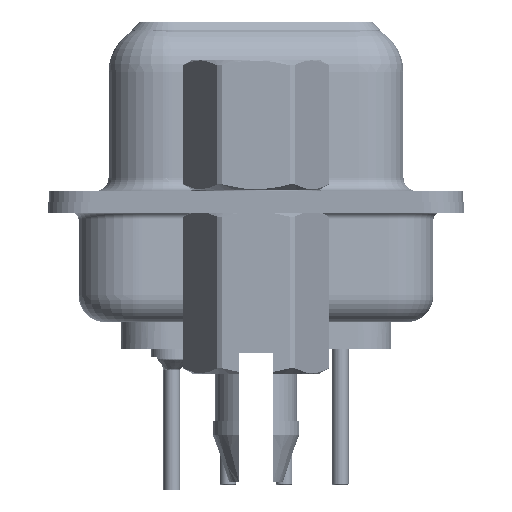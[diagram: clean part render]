
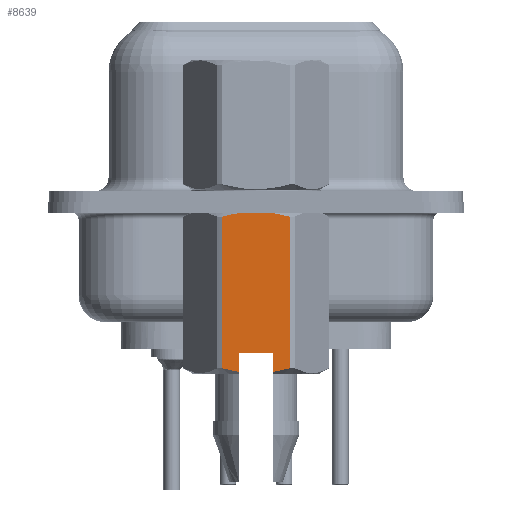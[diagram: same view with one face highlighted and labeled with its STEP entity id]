
A CAD part, left-side view. The second image highlights one B-rep face of the part: STEP entity #8639.
In plain terms, the highlighted planar face has unit normal (-1, 0, 0).
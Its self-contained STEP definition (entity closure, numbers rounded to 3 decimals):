
#131 = CARTESIAN_POINT ( 'NONE',  ( -2.381, -1.06, -6.206 ) ) ;
#897 = DIRECTION ( 'NONE',  ( 0., 1., 0. ) ) ;
#917 = CARTESIAN_POINT ( 'NONE',  ( -2.381, 1.273, -6.148 ) ) ;
#1235 = CARTESIAN_POINT ( 'NONE',  ( -2.381, -0.625, -5.6 ) ) ;
#2862 = CARTESIAN_POINT ( 'NONE',  ( -2.381, 1.273, -0.552 ) ) ;
#2882 = B_SPLINE_CURVE_WITH_KNOTS ( 'NONE', 3,
 ( #30899, #50738, #54666, #10772 ),
 .UNSPECIFIED., .F., .F.,
 ( 4, 4 ),
 ( 0.001, 0.002 ),
 .UNSPECIFIED. ) ;
#6232 = EDGE_CURVE ( 'NONE', #14761, #25693, #14566, .T. ) ;
#6436 = CARTESIAN_POINT ( 'NONE',  ( -2.381, -0.625, -5.6 ) ) ;
#7203 = CARTESIAN_POINT ( 'NONE',  ( -2.381, 0., -0.368 ) ) ;
#7243 = ORIENTED_EDGE ( 'NONE', *, *, #36783, .T. ) ;
#7482 = CARTESIAN_POINT ( 'NONE',  ( -2.381, -1.375, -0.35 ) ) ;
#7751 = CARTESIAN_POINT ( 'NONE',  ( -2.381, 0., -0.368 ) ) ;
#8089 = ORIENTED_EDGE ( 'NONE', *, *, #6232, .F. ) ;
#8398 = VERTEX_POINT ( 'NONE', #10125 ) ;
#8639 = ADVANCED_FACE ( 'NONE', ( #52018 ), #52658, .T. ) ;
#9654 = CARTESIAN_POINT ( 'NONE',  ( -2.381, -1.273, 0.581 ) ) ;
#10125 = CARTESIAN_POINT ( 'NONE',  ( -2.381, 1.273, -0.552 ) ) ;
#10772 = CARTESIAN_POINT ( 'NONE',  ( -2.381, 0.625, -6.285 ) ) ;
#11972 = LINE ( 'NONE', #6436, #54452 ) ;
#13446 = ORIENTED_EDGE ( 'NONE', *, *, #15101, .T. ) ;
#13698 = CARTESIAN_POINT ( 'NONE',  ( -2.381, 1.273, 0.581 ) ) ;
#14061 = DIRECTION ( 'NONE',  ( 0., 0., -1. ) ) ;
#14566 = LINE ( 'NONE', #54876, #50205 ) ;
#14761 = VERTEX_POINT ( 'NONE', #1235 ) ;
#14943 = VERTEX_POINT ( 'NONE', #48015 ) ;
#15101 = EDGE_CURVE ( 'NONE', #51799, #41509, #54184, .T. ) ;
#15309 = B_SPLINE_CURVE_WITH_KNOTS ( 'NONE', 3,
 ( #28741, #49534, #131, #33937 ),
 .UNSPECIFIED., .F., .F.,
 ( 4, 4 ),
 ( 0.003, 0.004 ),
 .UNSPECIFIED. ) ;
#17269 = CARTESIAN_POINT ( 'NONE',  ( -2.381, -0.428, -0.385 ) ) ;
#17973 = ORIENTED_EDGE ( 'NONE', *, *, #24869, .T. ) ;
#18413 = EDGE_CURVE ( 'NONE', #41509, #47418, #40097, .T. ) ;
#18943 = CARTESIAN_POINT ( 'NONE',  ( -2.381, 0.625, -5.6 ) ) ;
#19877 = DIRECTION ( 'NONE',  ( 0., 0., -1. ) ) ;
#20720 = EDGE_CURVE ( 'NONE', #25693, #45342, #63489, .T. ) ;
#21514 = CARTESIAN_POINT ( 'NONE',  ( -2.381, -0.853, -0.449 ) ) ;
#24869 = EDGE_CURVE ( 'NONE', #14761, #14943, #11972, .T. ) ;
#25693 = VERTEX_POINT ( 'NONE', #56342 ) ;
#27318 = DIRECTION ( 'NONE',  ( -1., 0., 0. ) ) ;
#27351 = CARTESIAN_POINT ( 'NONE',  ( -2.381, -0.215, -0.368 ) ) ;
#27576 = CARTESIAN_POINT ( 'NONE',  ( -2.381, 0.432, -0.385 ) ) ;
#27891 = CARTESIAN_POINT ( 'NONE',  ( -2.381, 1.066, -0.496 ) ) ;
#28741 = CARTESIAN_POINT ( 'NONE',  ( -2.381, -0.625, -6.285 ) ) ;
#30899 = CARTESIAN_POINT ( 'NONE',  ( -2.381, 1.273, -6.148 ) ) ;
#32475 = CARTESIAN_POINT ( 'NONE',  ( -2.381, 0., -0.368 ) ) ;
#32627 = CARTESIAN_POINT ( 'NONE',  ( -2.381, 0.625, -6.285 ) ) ;
#33937 = CARTESIAN_POINT ( 'NONE',  ( -2.381, -1.273, -6.148 ) ) ;
#34731 = VECTOR ( 'NONE', #14061, 1000. ) ;
#36783 = EDGE_CURVE ( 'NONE', #14943, #51799, #15309, .T. ) ;
#37366 = CARTESIAN_POINT ( 'NONE',  ( -2.381, -1.273, -6.148 ) ) ;
#37432 = EDGE_CURVE ( 'NONE', #41725, #45342, #2882, .T. ) ;
#38375 = ORIENTED_EDGE ( 'NONE', *, *, #37432, .T. ) ;
#38725 = LINE ( 'NONE', #13698, #45667 ) ;
#40097 = B_SPLINE_CURVE_WITH_KNOTS ( 'NONE', 3,
 ( #60870, #41977, #21514, #17269, #27351, #7203 ),
 .UNSPECIFIED., .F., .F.,
 ( 4, 2, 4 ),
 ( 0.003, 0.003, 0.004 ),
 .UNSPECIFIED. ) ;
#41509 = VERTEX_POINT ( 'NONE', #55291 ) ;
#41725 = VERTEX_POINT ( 'NONE', #917 ) ;
#41977 = CARTESIAN_POINT ( 'NONE',  ( -2.381, -1.065, -0.496 ) ) ;
#42275 = DIRECTION ( 'NONE',  ( 0., 0., 1. ) ) ;
#44064 = EDGE_CURVE ( 'NONE', #47418, #8398, #64288, .T. ) ;
#45342 = VERTEX_POINT ( 'NONE', #32627 ) ;
#45667 = VECTOR ( 'NONE', #19877, 1000. ) ;
#47411 = CARTESIAN_POINT ( 'NONE',  ( -2.381, 0.858, -0.45 ) ) ;
#47418 = VERTEX_POINT ( 'NONE', #32475 ) ;
#48015 = CARTESIAN_POINT ( 'NONE',  ( -2.381, -0.625, -6.285 ) ) ;
#48696 = EDGE_CURVE ( 'NONE', #8398, #41725, #38725, .T. ) ;
#49041 = ORIENTED_EDGE ( 'NONE', *, *, #48696, .T. ) ;
#49301 = DIRECTION ( 'NONE',  ( 0., 0., 1. ) ) ;
#49534 = CARTESIAN_POINT ( 'NONE',  ( -2.381, -0.842, -6.254 ) ) ;
#49660 = ORIENTED_EDGE ( 'NONE', *, *, #18413, .T. ) ;
#50205 = VECTOR ( 'NONE', #897, 1000. ) ;
#50738 = CARTESIAN_POINT ( 'NONE',  ( -2.381, 1.06, -6.206 ) ) ;
#51340 = ORIENTED_EDGE ( 'NONE', *, *, #20720, .F. ) ;
#51407 = AXIS2_PLACEMENT_3D ( 'NONE', #7482, #27318, #42275 ) ;
#51799 = VERTEX_POINT ( 'NONE', #37366 ) ;
#52018 = FACE_OUTER_BOUND ( 'NONE', #54696, .T. ) ;
#52658 = PLANE ( 'NONE',  #51407 ) ;
#54184 = LINE ( 'NONE', #9654, #61225 ) ;
#54452 = VECTOR ( 'NONE', #56171, 1000. ) ;
#54666 = CARTESIAN_POINT ( 'NONE',  ( -2.381, 0.845, -6.253 ) ) ;
#54696 = EDGE_LOOP ( 'NONE', ( #51340, #8089, #17973, #7243, #13446, #49660, #59693, #49041, #38375 ) ) ;
#54876 = CARTESIAN_POINT ( 'NONE',  ( -2.381, -0.625, -5.6 ) ) ;
#55291 = CARTESIAN_POINT ( 'NONE',  ( -2.381, -1.273, -0.552 ) ) ;
#56171 = DIRECTION ( 'NONE',  ( 0., 0., -1. ) ) ;
#56342 = CARTESIAN_POINT ( 'NONE',  ( -2.381, 0.625, -5.6 ) ) ;
#57484 = CARTESIAN_POINT ( 'NONE',  ( -2.381, 0.215, -0.368 ) ) ;
#59693 = ORIENTED_EDGE ( 'NONE', *, *, #44064, .T. ) ;
#60870 = CARTESIAN_POINT ( 'NONE',  ( -2.381, -1.273, -0.552 ) ) ;
#61225 = VECTOR ( 'NONE', #49301, 1000. ) ;
#63489 = LINE ( 'NONE', #18943, #34731 ) ;
#64288 = B_SPLINE_CURVE_WITH_KNOTS ( 'NONE', 3,
 ( #7751, #57484, #27576, #47411, #27891, #2862 ),
 .UNSPECIFIED., .F., .F.,
 ( 4, 2, 4 ),
 ( 0.004, 0.004, 0.005 ),
 .UNSPECIFIED. ) ;
